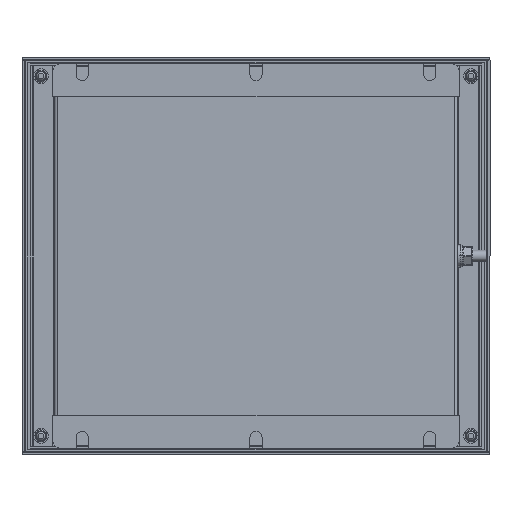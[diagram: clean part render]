
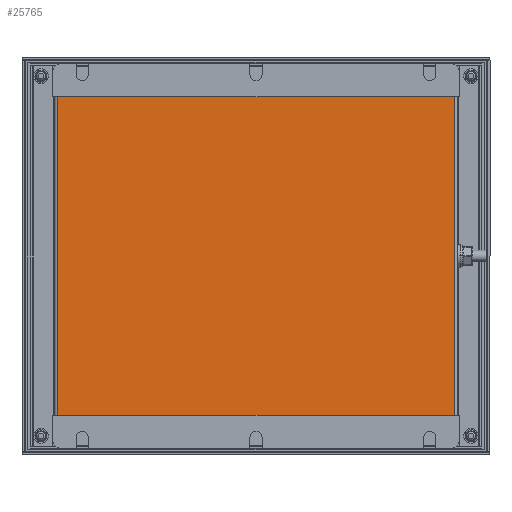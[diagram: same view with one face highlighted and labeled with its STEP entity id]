
A CAD part, front view. The second image highlights one B-rep face of the part: STEP entity #25765.
In plain terms, the highlighted planar face has unit normal (0, -1, 0).
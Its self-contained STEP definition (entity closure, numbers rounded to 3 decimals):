
#3492 = VERTEX_POINT ( 'NONE', #18357 ) ;
#6615 = CARTESIAN_POINT ( 'NONE',  ( -109., 0., 89.5 ) ) ;
#7628 = EDGE_LOOP ( 'NONE', ( #18175, #16756, #57758, #14111, #30639, #27888, #47332, #34158 ) ) ;
#10041 = EDGE_CURVE ( 'NONE', #3492, #42066, #50030, .T. ) ;
#10345 = FACE_OUTER_BOUND ( 'NONE', #7628, .T. ) ;
#12884 = AXIS2_PLACEMENT_3D ( 'NONE', #68415, #20534, #41890 ) ;
#12991 = CARTESIAN_POINT ( 'NONE',  ( -107.4, 0., 89.5 ) ) ;
#14111 = ORIENTED_EDGE ( 'NONE', *, *, #48489, .F. ) ;
#14379 = CARTESIAN_POINT ( 'NONE',  ( -107.5, 0., 89.5 ) ) ;
#14527 = DIRECTION ( 'NONE',  ( 1., 0., 0. ) ) ;
#14825 = VERTEX_POINT ( 'NONE', #12991 ) ;
#15218 = CARTESIAN_POINT ( 'NONE',  ( 107.5, 0., 89.5 ) ) ;
#16756 = ORIENTED_EDGE ( 'NONE', *, *, #37783, .T. ) ;
#16902 = CARTESIAN_POINT ( 'NONE',  ( -107.5, 0., 89.5 ) ) ;
#17179 = DIRECTION ( 'NONE',  ( 1., 0., 0. ) ) ;
#18175 = ORIENTED_EDGE ( 'NONE', *, *, #26393, .T. ) ;
#18326 = VERTEX_POINT ( 'NONE', #15218 ) ;
#18357 = CARTESIAN_POINT ( 'NONE',  ( -107.4, 0., -89.5 ) ) ;
#20534 = DIRECTION ( 'NONE',  ( 0., 1., 0. ) ) ;
#21563 = VECTOR ( 'NONE', #43055, 1000. ) ;
#23980 = VERTEX_POINT ( 'NONE', #53322 ) ;
#24197 = VECTOR ( 'NONE', #14527, 1000. ) ;
#25267 = DIRECTION ( 'NONE',  ( 0., 0., -1. ) ) ;
#25765 = ADVANCED_FACE ( 'NONE', ( #10345 ), #47102, .F. ) ;
#26113 = CARTESIAN_POINT ( 'NONE',  ( -107.5, 0., -89.5 ) ) ;
#26393 = EDGE_CURVE ( 'NONE', #34289, #18326, #67043, .T. ) ;
#27389 = CARTESIAN_POINT ( 'NONE',  ( -109., 0., -89.5 ) ) ;
#27888 = ORIENTED_EDGE ( 'NONE', *, *, #39313, .T. ) ;
#28634 = VECTOR ( 'NONE', #34650, 1000. ) ;
#30639 = ORIENTED_EDGE ( 'NONE', *, *, #42923, .T. ) ;
#33424 = EDGE_CURVE ( 'NONE', #14825, #23980, #54592, .T. ) ;
#33447 = CARTESIAN_POINT ( 'NONE',  ( -109., 0., -89.5 ) ) ;
#34158 = ORIENTED_EDGE ( 'NONE', *, *, #53570, .T. ) ;
#34289 = VERTEX_POINT ( 'NONE', #67756 ) ;
#34650 = DIRECTION ( 'NONE',  ( 0., 0., 1. ) ) ;
#35302 = LINE ( 'NONE', #40522, #57090 ) ;
#36922 = VECTOR ( 'NONE', #25267, 1000. ) ;
#37783 = EDGE_CURVE ( 'NONE', #18326, #23980, #35302, .T. ) ;
#38065 = CARTESIAN_POINT ( 'NONE',  ( 107.4, 0., -89.5 ) ) ;
#39313 = EDGE_CURVE ( 'NONE', #48700, #3492, #39717, .T. ) ;
#39381 = VECTOR ( 'NONE', #49418, 1000. ) ;
#39717 = LINE ( 'NONE', #33447, #39381 ) ;
#40522 = CARTESIAN_POINT ( 'NONE',  ( 0., 0., 89.5 ) ) ;
#41890 = DIRECTION ( 'NONE',  ( 0., 0., -1. ) ) ;
#42066 = VERTEX_POINT ( 'NONE', #38065 ) ;
#42300 = VERTEX_POINT ( 'NONE', #16902 ) ;
#42923 = EDGE_CURVE ( 'NONE', #42300, #48700, #58159, .T. ) ;
#43055 = DIRECTION ( 'NONE',  ( 1., 0., 0. ) ) ;
#46048 = LINE ( 'NONE', #51930, #24197 ) ;
#47102 = PLANE ( 'NONE',  #12884 ) ;
#47332 = ORIENTED_EDGE ( 'NONE', *, *, #10041, .T. ) ;
#48489 = EDGE_CURVE ( 'NONE', #42300, #14825, #46048, .T. ) ;
#48678 = DIRECTION ( 'NONE',  ( 1., 0., 0. ) ) ;
#48700 = VERTEX_POINT ( 'NONE', #26113 ) ;
#49418 = DIRECTION ( 'NONE',  ( 1., 0., 0. ) ) ;
#49877 = VECTOR ( 'NONE', #17179, 1000. ) ;
#50030 = LINE ( 'NONE', #27389, #58726 ) ;
#51930 = CARTESIAN_POINT ( 'NONE',  ( -109., 0., 89.5 ) ) ;
#53322 = CARTESIAN_POINT ( 'NONE',  ( 107.4, 0., 89.5 ) ) ;
#53492 = CARTESIAN_POINT ( 'NONE',  ( 0., 0., -89.5 ) ) ;
#53570 = EDGE_CURVE ( 'NONE', #42066, #34289, #59128, .T. ) ;
#54592 = LINE ( 'NONE', #6615, #49877 ) ;
#57090 = VECTOR ( 'NONE', #61809, 1000. ) ;
#57758 = ORIENTED_EDGE ( 'NONE', *, *, #33424, .F. ) ;
#58159 = LINE ( 'NONE', #14379, #36922 ) ;
#58726 = VECTOR ( 'NONE', #48678, 1000. ) ;
#59128 = LINE ( 'NONE', #53492, #21563 ) ;
#61809 = DIRECTION ( 'NONE',  ( -1., 0., 0. ) ) ;
#66364 = CARTESIAN_POINT ( 'NONE',  ( 107.5, 0., -89.5 ) ) ;
#67043 = LINE ( 'NONE', #66364, #28634 ) ;
#67756 = CARTESIAN_POINT ( 'NONE',  ( 107.5, 0., -89.5 ) ) ;
#68415 = CARTESIAN_POINT ( 'NONE',  ( -109., 0., 91. ) ) ;
